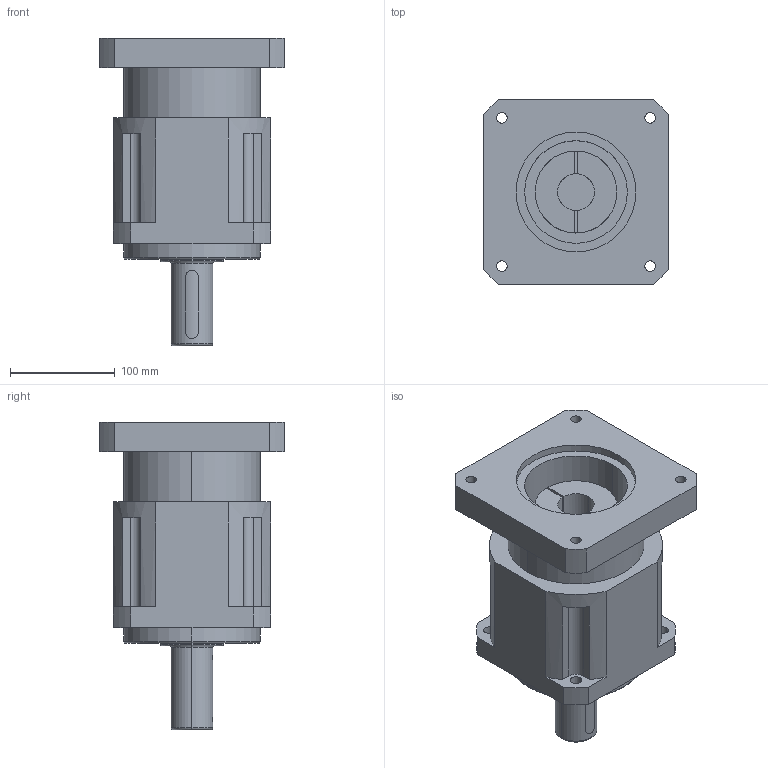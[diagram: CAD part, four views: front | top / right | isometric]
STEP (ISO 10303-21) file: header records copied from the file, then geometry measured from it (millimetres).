
FILE_DESCRIPTION (( 'STEP AP203' ), '1' );
FILE_NAME ('FXKB142訇喘俴陎熬厒儂[AB142-S2-L1-180].STEP', '2020-06-28T14:13:41', ( '' ), ( '' ), 'SwSTEP 2.0', 'SolidWorks 2016', '' );
FILE_SCHEMA (( 'CONFIG_CONTROL_DESIGN' ));
Products named in the file (1): FXKB142訇喘俴陎熬厒儂[AB142-S2-L1-180]
Bounding box: 176 x 176 x 293.5 mm (x, y, z)
Surface area: 256546.6 mm2 (no closed solid volume)
Topology: 0 solids, 2 shells, 1708 faces, 4848 edges, 3229 vertices
Faces by surface type: plane 1072, bspline 572, cylinder 54, torus 8, cone 2
Entity records: 78534 total; most frequent: CARTESIAN_POINT 37863, ORIENTED_EDGE 9688, DIRECTION 6106, EDGE_CURVE 4846, VECTOR 3562, LINE 3562, VERTEX_POINT 3229, EDGE_LOOP 1812
